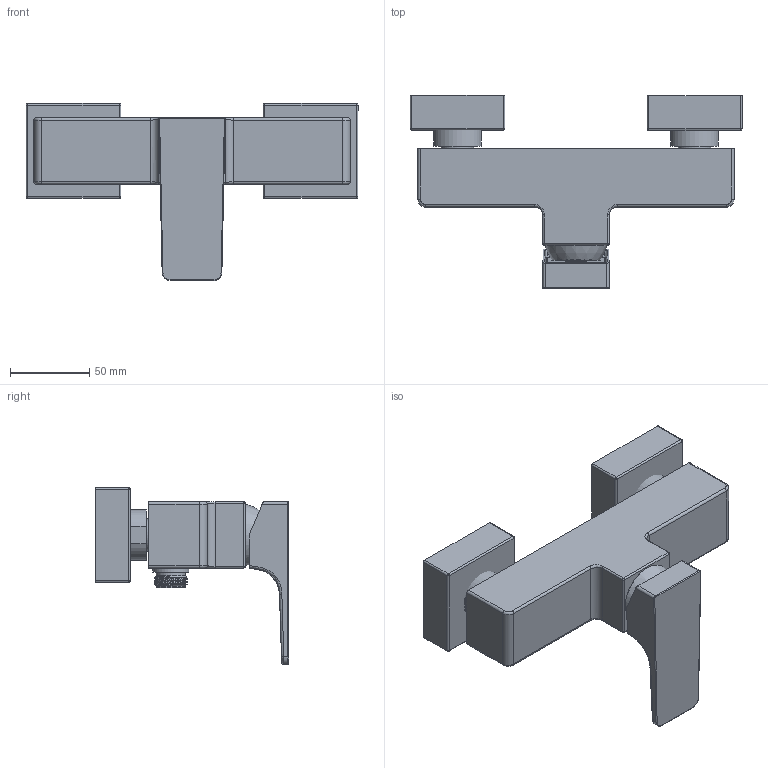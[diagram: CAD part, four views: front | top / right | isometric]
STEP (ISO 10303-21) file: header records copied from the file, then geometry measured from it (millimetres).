
FILE_DESCRIPTION(/* description */ (''),/* implementation_level */ '2;1');
FILE_NAME(/* name */ '3D_TVS125001000_ArchitecturaSquare.step',/* time_stamp */ '2023-01-12T11:48:18+01:00',/* author */ (''),/* organization */ (''),/* preprocessor_version */ 'ST-DEVELOPER v19.2',/* originating_system */ 'Autodesk Translation Framework v11.17.0.187',/* authorisation */ '');
FILE_SCHEMA (('AUTOMOTIVE_DESIGN { 1 0 10303 214 3 1 1 }'));
Length unit declared in the file: millimetre
Products named in the file (10): (Nicht gespeichert); 8ZG16363; 8NMSWQ79; 8ZB338236; 8JT1A200G; 80P35VEJ2; 80N16494; Komponente7; Komponente8; Komponente9
Assembly tree (11 placements, depth 2):
  (Nicht gespeichert)
    8ZG16363
    8NMSWQ79  x2
    8ZB338236  x2
    8JT1A200G
    80P35VEJ2
    80N16494
    Komponente7
    Komponente8
    Komponente9
Bounding box: 210 x 122.4 x 112 mm (x, y, z)
Volume: 560434.7 mm3; surface area: 97066.8 mm2
Topology: 9 solids, 11 shells, 263 faces, 601 edges, 367 vertices
Faces by surface type: plane 101, cylinder 94, bspline 19, cone 17, torus 16, sphere 16
Full cylindrical faces by diameter (mm): 4.2 x1, 4.7 x1, 5.2 x1, 15.05 x1, 16 x2, 18.5 x2, 20.5 x2, 20.6 x2, 21 x2, 21.5 x1, 23 x1, 24 x4, 30 x1, 30.8 x1, 32 x2
Entity records: 12738 total; most frequent: CARTESIAN_POINT 7116, DIRECTION 1177, ORIENTED_EDGE 1071, EDGE_CURVE 537, AXIS2_PLACEMENT_3D 449, VERTEX_POINT 329, LINE 279, VECTOR 279
